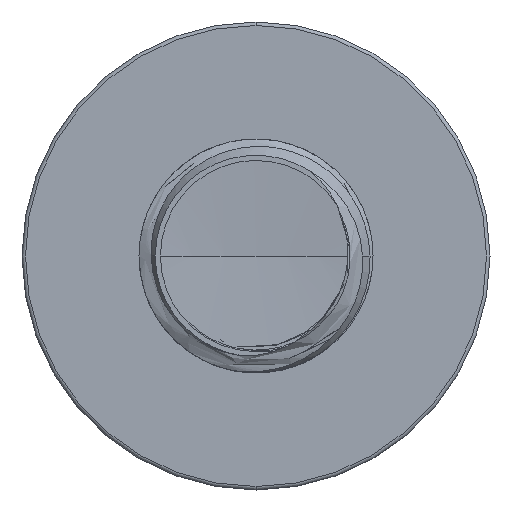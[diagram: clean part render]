
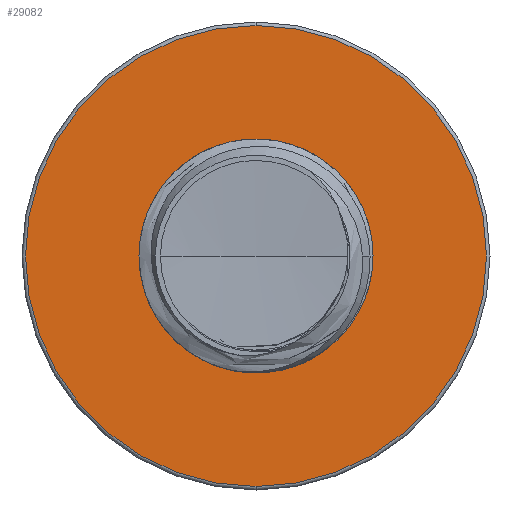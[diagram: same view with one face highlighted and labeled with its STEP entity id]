
A CAD part, front view. The second image highlights one B-rep face of the part: STEP entity #29082.
In plain terms, the highlighted planar face has unit normal (0, -1, 0).
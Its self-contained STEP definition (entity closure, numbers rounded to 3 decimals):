
#38 = CIRCLE ( 'NONE', #27336, 1.203 ) ;
#1180 = DIRECTION ( 'NONE',  ( 0., -1., 0. ) ) ;
#1525 = CARTESIAN_POINT ( 'NONE',  ( 0., 10., -2.462 ) ) ;
#2749 = VERTEX_POINT ( 'NONE', #18948 ) ;
#3114 = ORIENTED_EDGE ( 'NONE', *, *, #29557, .T. ) ;
#3231 = AXIS2_PLACEMENT_3D ( 'NONE', #4363, #23888, #7096 ) ;
#3253 = FACE_OUTER_BOUND ( 'NONE', #26820, .T. ) ;
#3921 = ORIENTED_EDGE ( 'NONE', *, *, #14194, .T. ) ;
#4363 = CARTESIAN_POINT ( 'NONE',  ( 0., 10., 0. ) ) ;
#4741 = ORIENTED_EDGE ( 'NONE', *, *, #25553, .F. ) ;
#5143 = CARTESIAN_POINT ( 'NONE',  ( 0., 10., 0. ) ) ;
#5264 = AXIS2_PLACEMENT_3D ( 'NONE', #5143, #24709, #7894 ) ;
#7096 = DIRECTION ( 'NONE',  ( 0., 0., -1. ) ) ;
#7615 = CARTESIAN_POINT ( 'NONE',  ( 0., 10., 1.203 ) ) ;
#7836 = CIRCLE ( 'NONE', #3231, 1.203 ) ;
#7894 = DIRECTION ( 'NONE',  ( 0., 0., -1. ) ) ;
#10725 = AXIS2_PLACEMENT_3D ( 'NONE', #30946, #14594, #33454 ) ;
#11216 = ORIENTED_EDGE ( 'NONE', *, *, #33503, .F. ) ;
#14194 = EDGE_CURVE ( 'NONE', #33034, #21855, #17674, .T. ) ;
#14594 = DIRECTION ( 'NONE',  ( 0., -1., 0. ) ) ;
#15928 = EDGE_LOOP ( 'NONE', ( #11216, #4741 ) ) ;
#16237 = DIRECTION ( 'NONE',  ( 0., -1., 0. ) ) ;
#17604 = CARTESIAN_POINT ( 'NONE',  ( 0., 10., 0. ) ) ;
#17674 = CIRCLE ( 'NONE', #5264, 2.462 ) ;
#18948 = CARTESIAN_POINT ( 'NONE',  ( 0., 10., -1.203 ) ) ;
#20417 = DIRECTION ( 'NONE',  ( 0., 0., -1. ) ) ;
#21855 = VERTEX_POINT ( 'NONE', #1525 ) ;
#22828 = CIRCLE ( 'NONE', #10725, 2.462 ) ;
#23888 = DIRECTION ( 'NONE',  ( 0., -1., 0. ) ) ;
#24560 = FACE_BOUND ( 'NONE', #15928, .T. ) ;
#24709 = DIRECTION ( 'NONE',  ( 0., -1., 0. ) ) ;
#25553 = EDGE_CURVE ( 'NONE', #28904, #2749, #38, .T. ) ;
#26709 = CARTESIAN_POINT ( 'NONE',  ( 0., 10., 1.203 ) ) ;
#26820 = EDGE_LOOP ( 'NONE', ( #3114, #3921 ) ) ;
#27336 = AXIS2_PLACEMENT_3D ( 'NONE', #17604, #1180, #20417 ) ;
#28255 = AXIS2_PLACEMENT_3D ( 'NONE', #7615, #16237, #34947 ) ;
#28904 = VERTEX_POINT ( 'NONE', #26709 ) ;
#29082 = ADVANCED_FACE ( 'NONE', ( #3253, #24560 ), #32377, .T. ) ;
#29557 = EDGE_CURVE ( 'NONE', #21855, #33034, #22828, .T. ) ;
#30725 = CARTESIAN_POINT ( 'NONE',  ( 0., 10., 2.462 ) ) ;
#30946 = CARTESIAN_POINT ( 'NONE',  ( 0., 10., 0. ) ) ;
#32377 = PLANE ( 'NONE',  #28255 ) ;
#33034 = VERTEX_POINT ( 'NONE', #30725 ) ;
#33454 = DIRECTION ( 'NONE',  ( 0., 0., -1. ) ) ;
#33503 = EDGE_CURVE ( 'NONE', #2749, #28904, #7836, .T. ) ;
#34947 = DIRECTION ( 'NONE',  ( 0., 0., -1. ) ) ;
